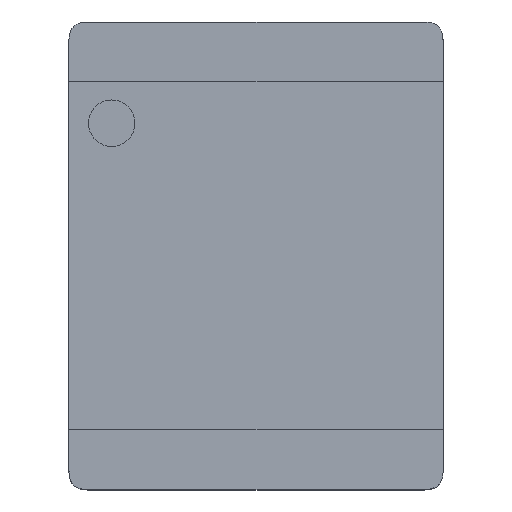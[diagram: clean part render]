
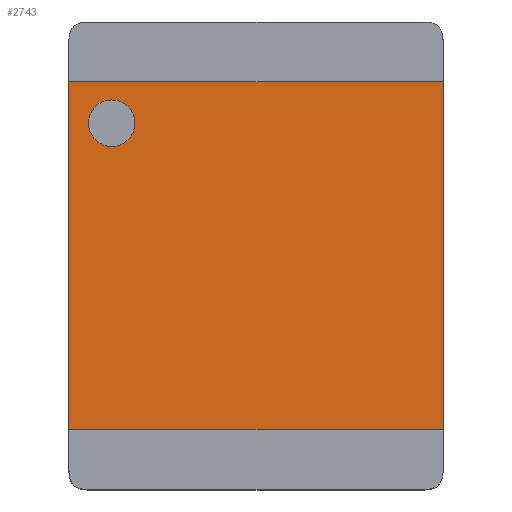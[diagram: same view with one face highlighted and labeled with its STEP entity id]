
A CAD part, top view. The second image highlights one B-rep face of the part: STEP entity #2743.
In plain terms, the highlighted planar face has unit normal (0, 0, 1).
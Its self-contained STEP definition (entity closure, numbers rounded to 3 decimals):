
#87 = EDGE_LOOP ( 'NONE', ( #3236, #2167, #2255, #617 ) ) ;
#107 = LINE ( 'NONE', #2693, #2402 ) ;
#176 = FACE_OUTER_BOUND ( 'NONE', #87, .T. ) ;
#206 = DIRECTION ( 'NONE',  ( -1., 0., 0. ) ) ;
#256 = CARTESIAN_POINT ( 'NONE',  ( -1., -0.93, 1.04 ) ) ;
#294 = LINE ( 'NONE', #2126, #3163 ) ;
#324 = DIRECTION ( 'NONE',  ( 0., 0., 1. ) ) ;
#342 = EDGE_CURVE ( 'NONE', #1507, #1768, #395, .T. ) ;
#351 = CARTESIAN_POINT ( 'NONE',  ( -0.771, 0.709, 1.04 ) ) ;
#354 = CARTESIAN_POINT ( 'NONE',  ( -0.896, 0.709, 1.04 ) ) ;
#395 = CIRCLE ( 'NONE', #3092, 0.124 ) ;
#426 = EDGE_CURVE ( 'NONE', #2901, #1728, #3312, .T. ) ;
#445 = DIRECTION ( 'NONE',  ( 0., 0., -1. ) ) ;
#491 = CARTESIAN_POINT ( 'NONE',  ( -1., -0.93, 1.04 ) ) ;
#617 = ORIENTED_EDGE ( 'NONE', *, *, #1639, .T. ) ;
#790 = CARTESIAN_POINT ( 'NONE',  ( -0.647, 0.709, 1.04 ) ) ;
#928 = EDGE_CURVE ( 'NONE', #1768, #1507, #2916, .T. ) ;
#944 = DIRECTION ( 'NONE',  ( 0., 1., 0. ) ) ;
#1234 = PLANE ( 'NONE',  #2547 ) ;
#1423 = VECTOR ( 'NONE', #2809, 1000. ) ;
#1507 = VERTEX_POINT ( 'NONE', #354 ) ;
#1548 = EDGE_CURVE ( 'NONE', #1726, #3233, #107, .T. ) ;
#1558 = ORIENTED_EDGE ( 'NONE', *, *, #928, .F. ) ;
#1639 = EDGE_CURVE ( 'NONE', #1728, #1726, #2312, .T. ) ;
#1640 = CARTESIAN_POINT ( 'NONE',  ( -1., 0.93, 1.04 ) ) ;
#1726 = VERTEX_POINT ( 'NONE', #2324 ) ;
#1728 = VERTEX_POINT ( 'NONE', #256 ) ;
#1768 = VERTEX_POINT ( 'NONE', #790 ) ;
#1782 = FACE_BOUND ( 'NONE', #2196, .T. ) ;
#1919 = DIRECTION ( 'NONE',  ( 1., 0., 0. ) ) ;
#1935 = DIRECTION ( 'NONE',  ( 1., 0., 0. ) ) ;
#2126 = CARTESIAN_POINT ( 'NONE',  ( -1., 0.93, 1.04 ) ) ;
#2167 = ORIENTED_EDGE ( 'NONE', *, *, #2824, .T. ) ;
#2196 = EDGE_LOOP ( 'NONE', ( #1558, #3287 ) ) ;
#2208 = DIRECTION ( 'NONE',  ( 0., 0., 1. ) ) ;
#2255 = ORIENTED_EDGE ( 'NONE', *, *, #426, .T. ) ;
#2286 = CARTESIAN_POINT ( 'NONE',  ( 0., 0., 1.04 ) ) ;
#2312 = LINE ( 'NONE', #3368, #2578 ) ;
#2324 = CARTESIAN_POINT ( 'NONE',  ( 1., -0.93, 1.04 ) ) ;
#2344 = DIRECTION ( 'NONE',  ( -1., 0., 0. ) ) ;
#2402 = VECTOR ( 'NONE', #944, 1000. ) ;
#2523 = CARTESIAN_POINT ( 'NONE',  ( 1., 0.93, 1.04 ) ) ;
#2547 = AXIS2_PLACEMENT_3D ( 'NONE', #2286, #445, #206 ) ;
#2578 = VECTOR ( 'NONE', #2847, 1000. ) ;
#2681 = CARTESIAN_POINT ( 'NONE',  ( -0.771, 0.709, 1.04 ) ) ;
#2693 = CARTESIAN_POINT ( 'NONE',  ( 1., -0.93, 1.04 ) ) ;
#2743 = ADVANCED_FACE ( 'NONE', ( #1782, #176 ), #1234, .F. ) ;
#2809 = DIRECTION ( 'NONE',  ( 0., -1., 0. ) ) ;
#2824 = EDGE_CURVE ( 'NONE', #3233, #2901, #294, .T. ) ;
#2847 = DIRECTION ( 'NONE',  ( 1., 0., 0. ) ) ;
#2901 = VERTEX_POINT ( 'NONE', #1640 ) ;
#2916 = CIRCLE ( 'NONE', #3383, 0.124 ) ;
#3092 = AXIS2_PLACEMENT_3D ( 'NONE', #351, #2208, #1935 ) ;
#3163 = VECTOR ( 'NONE', #2344, 1000. ) ;
#3233 = VERTEX_POINT ( 'NONE', #2523 ) ;
#3236 = ORIENTED_EDGE ( 'NONE', *, *, #1548, .T. ) ;
#3287 = ORIENTED_EDGE ( 'NONE', *, *, #342, .F. ) ;
#3312 = LINE ( 'NONE', #491, #1423 ) ;
#3368 = CARTESIAN_POINT ( 'NONE',  ( -1., -0.93, 1.04 ) ) ;
#3383 = AXIS2_PLACEMENT_3D ( 'NONE', #2681, #324, #1919 ) ;
